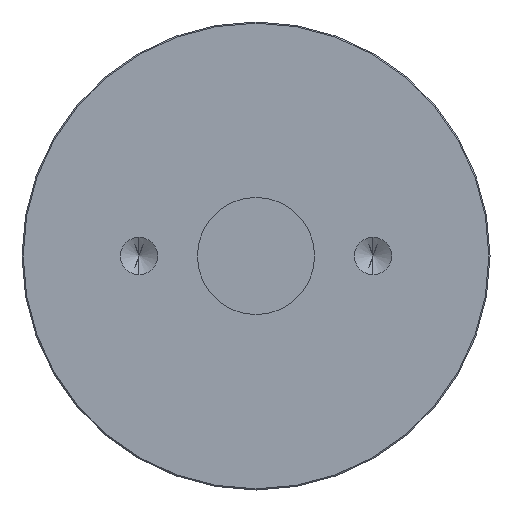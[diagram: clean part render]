
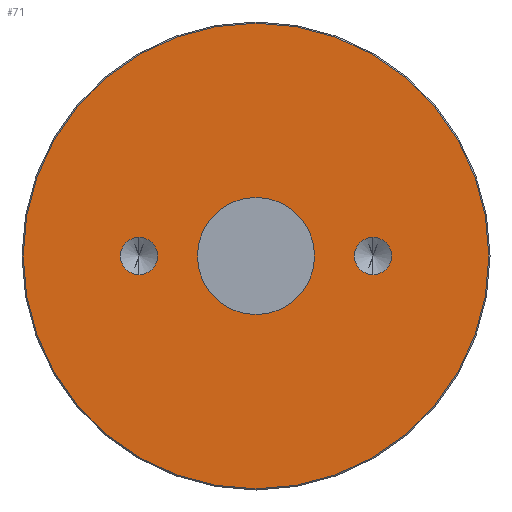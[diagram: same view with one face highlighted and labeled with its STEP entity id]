
A CAD part, front view. The second image highlights one B-rep face of the part: STEP entity #71.
In plain terms, the highlighted planar face has unit normal (0, -1, 0).
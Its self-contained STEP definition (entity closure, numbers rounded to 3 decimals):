
#1 = ORIENTED_EDGE ( 'NONE', *, *, #1235, .F. ) ;
#26 = CARTESIAN_POINT ( 'NONE',  ( -12.7, 0., -2.019 ) ) ;
#48 = CARTESIAN_POINT ( 'NONE',  ( 0., 0., 25.273 ) ) ;
#63 = AXIS2_PLACEMENT_3D ( 'NONE', #1180, #537, #1076 ) ;
#66 = CARTESIAN_POINT ( 'NONE',  ( 12.7, 0., 0. ) ) ;
#71 = ADVANCED_FACE ( 'NONE', ( #147, #635, #152, #994 ), #130, .F. ) ;
#86 = CARTESIAN_POINT ( 'NONE',  ( -12.7, 0., 0. ) ) ;
#103 = VERTEX_POINT ( 'NONE', #1015 ) ;
#123 = CIRCLE ( 'NONE', #667, 25.273 ) ;
#125 = DIRECTION ( 'NONE',  ( 0., 0., -1. ) ) ;
#130 = PLANE ( 'NONE',  #389 ) ;
#131 = DIRECTION ( 'NONE',  ( 0., -1., 0. ) ) ;
#134 = EDGE_CURVE ( 'NONE', #475, #220, #762, .T. ) ;
#147 = FACE_BOUND ( 'NONE', #729, .T. ) ;
#151 = CIRCLE ( 'NONE', #63, 6.35 ) ;
#152 = FACE_BOUND ( 'NONE', #306, .T. ) ;
#171 = CARTESIAN_POINT ( 'NONE',  ( 0., 0., 0. ) ) ;
#184 = DIRECTION ( 'NONE',  ( 0., 0., -1. ) ) ;
#207 = DIRECTION ( 'NONE',  ( 0., 0., -1. ) ) ;
#220 = VERTEX_POINT ( 'NONE', #499 ) ;
#242 = CARTESIAN_POINT ( 'NONE',  ( 12.7, 0., 0. ) ) ;
#250 = ORIENTED_EDGE ( 'NONE', *, *, #871, .F. ) ;
#263 = AXIS2_PLACEMENT_3D ( 'NONE', #66, #795, #184 ) ;
#269 = ORIENTED_EDGE ( 'NONE', *, *, #1186, .T. ) ;
#280 = DIRECTION ( 'NONE',  ( 0., 0., 1. ) ) ;
#282 = DIRECTION ( 'NONE',  ( 0., 0., -1. ) ) ;
#306 = EDGE_LOOP ( 'NONE', ( #250, #1 ) ) ;
#308 = CIRCLE ( 'NONE', #402, 25.273 ) ;
#322 = CARTESIAN_POINT ( 'NONE',  ( 0., 0., -6.35 ) ) ;
#324 = EDGE_CURVE ( 'NONE', #731, #1183, #633, .T. ) ;
#355 = AXIS2_PLACEMENT_3D ( 'NONE', #1005, #467, #1099 ) ;
#362 = CARTESIAN_POINT ( 'NONE',  ( 0., 0., 0. ) ) ;
#364 = AXIS2_PLACEMENT_3D ( 'NONE', #171, #867, #282 ) ;
#389 = AXIS2_PLACEMENT_3D ( 'NONE', #362, #1006, #469 ) ;
#402 = AXIS2_PLACEMENT_3D ( 'NONE', #786, #1130, #280 ) ;
#430 = ORIENTED_EDGE ( 'NONE', *, *, #324, .F. ) ;
#467 = DIRECTION ( 'NONE',  ( 0., -1., 0. ) ) ;
#469 = DIRECTION ( 'NONE',  ( 0., 0., 1. ) ) ;
#475 = VERTEX_POINT ( 'NONE', #322 ) ;
#477 = CARTESIAN_POINT ( 'NONE',  ( -12.7, 0., 2.019 ) ) ;
#499 = CARTESIAN_POINT ( 'NONE',  ( 0., 0., 6.35 ) ) ;
#525 = CIRCLE ( 'NONE', #263, 2.019 ) ;
#537 = DIRECTION ( 'NONE',  ( 0., -1., 0. ) ) ;
#616 = CIRCLE ( 'NONE', #355, 2.019 ) ;
#619 = AXIS2_PLACEMENT_3D ( 'NONE', #242, #830, #125 ) ;
#624 = EDGE_CURVE ( 'NONE', #1183, #731, #616, .T. ) ;
#633 = CIRCLE ( 'NONE', #1246, 2.019 ) ;
#635 = FACE_BOUND ( 'NONE', #1200, .T. ) ;
#667 = AXIS2_PLACEMENT_3D ( 'NONE', #837, #131, #755 ) ;
#727 = VERTEX_POINT ( 'NONE', #48 ) ;
#729 = EDGE_LOOP ( 'NONE', ( #1262, #745 ) ) ;
#731 = VERTEX_POINT ( 'NONE', #477 ) ;
#745 = ORIENTED_EDGE ( 'NONE', *, *, #1256, .F. ) ;
#755 = DIRECTION ( 'NONE',  ( 0., 0., 1. ) ) ;
#762 = CIRCLE ( 'NONE', #364, 6.35 ) ;
#786 = CARTESIAN_POINT ( 'NONE',  ( 0., 0., 0. ) ) ;
#795 = DIRECTION ( 'NONE',  ( 0., -1., 0. ) ) ;
#809 = DIRECTION ( 'NONE',  ( 0., -1., 0. ) ) ;
#830 = DIRECTION ( 'NONE',  ( 0., -1., 0. ) ) ;
#837 = CARTESIAN_POINT ( 'NONE',  ( 0., 0., 0. ) ) ;
#867 = DIRECTION ( 'NONE',  ( 0., -1., 0. ) ) ;
#871 = EDGE_CURVE ( 'NONE', #1086, #1098, #525, .T. ) ;
#971 = ORIENTED_EDGE ( 'NONE', *, *, #1093, .T. ) ;
#994 = FACE_OUTER_BOUND ( 'NONE', #1047, .T. ) ;
#1005 = CARTESIAN_POINT ( 'NONE',  ( -12.7, 0., 0. ) ) ;
#1006 = DIRECTION ( 'NONE',  ( 0., 1., 0. ) ) ;
#1015 = CARTESIAN_POINT ( 'NONE',  ( 0., 0., -25.273 ) ) ;
#1047 = EDGE_LOOP ( 'NONE', ( #971, #269 ) ) ;
#1076 = DIRECTION ( 'NONE',  ( 0., 0., -1. ) ) ;
#1086 = VERTEX_POINT ( 'NONE', #1181 ) ;
#1093 = EDGE_CURVE ( 'NONE', #727, #103, #308, .T. ) ;
#1098 = VERTEX_POINT ( 'NONE', #1234 ) ;
#1099 = DIRECTION ( 'NONE',  ( 0., 0., -1. ) ) ;
#1130 = DIRECTION ( 'NONE',  ( 0., -1., 0. ) ) ;
#1180 = CARTESIAN_POINT ( 'NONE',  ( 0., 0., 0. ) ) ;
#1181 = CARTESIAN_POINT ( 'NONE',  ( 12.7, 0., -2.019 ) ) ;
#1183 = VERTEX_POINT ( 'NONE', #26 ) ;
#1186 = EDGE_CURVE ( 'NONE', #103, #727, #123, .T. ) ;
#1200 = EDGE_LOOP ( 'NONE', ( #1211, #430 ) ) ;
#1211 = ORIENTED_EDGE ( 'NONE', *, *, #624, .F. ) ;
#1234 = CARTESIAN_POINT ( 'NONE',  ( 12.7, 0., 2.019 ) ) ;
#1235 = EDGE_CURVE ( 'NONE', #1098, #1086, #1249, .T. ) ;
#1246 = AXIS2_PLACEMENT_3D ( 'NONE', #86, #809, #207 ) ;
#1249 = CIRCLE ( 'NONE', #619, 2.019 ) ;
#1256 = EDGE_CURVE ( 'NONE', #220, #475, #151, .T. ) ;
#1262 = ORIENTED_EDGE ( 'NONE', *, *, #134, .F. ) ;
